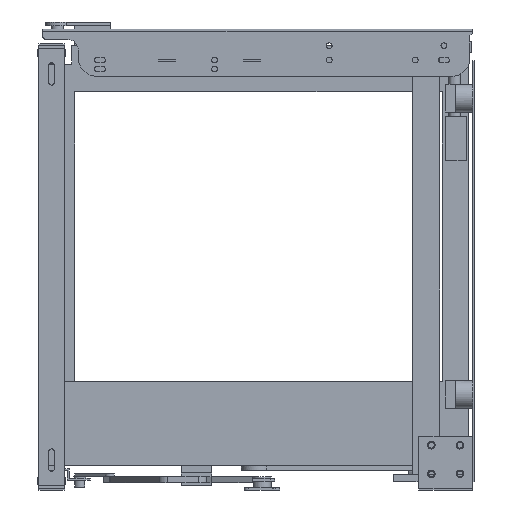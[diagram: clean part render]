
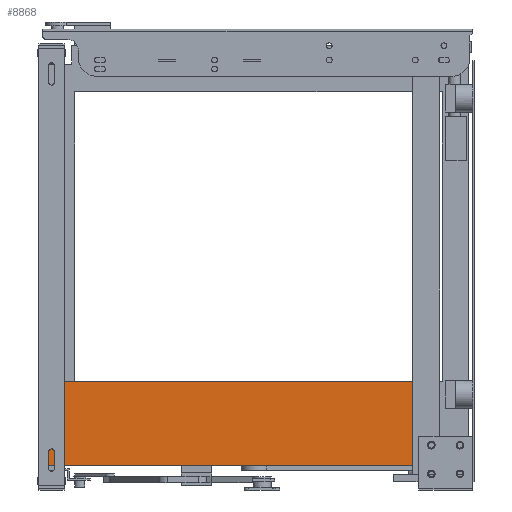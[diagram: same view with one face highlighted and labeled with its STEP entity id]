
A CAD part, left-side view. The second image highlights one B-rep face of the part: STEP entity #8868.
In plain terms, the highlighted planar face has unit normal (-1, 0, 0).
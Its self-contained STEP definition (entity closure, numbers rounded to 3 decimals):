
#880=LINE('',#13942,#1847);
#908=LINE('',#14002,#1875);
#916=LINE('',#14016,#1883);
#917=LINE('',#14018,#1884);
#918=LINE('',#14020,#1885);
#919=LINE('',#14021,#1886);
#1847=VECTOR('',#11343,10.);
#1875=VECTOR('',#11401,10.);
#1883=VECTOR('',#11415,10.);
#1884=VECTOR('',#11416,10.);
#1885=VECTOR('',#11417,10.);
#1886=VECTOR('',#11418,10.);
#2525=FACE_OUTER_BOUND('',#3089,.T.);
#3089=EDGE_LOOP('',(#7236,#7237,#7238,#7239,#7240,#7241));
#4121=VERTEX_POINT('',#13939);
#4122=VERTEX_POINT('',#13941);
#4139=VERTEX_POINT('',#14000);
#4142=VERTEX_POINT('',#14015);
#4143=VERTEX_POINT('',#14017);
#4144=VERTEX_POINT('',#14019);
#5189=EDGE_CURVE('',#4121,#4122,#880,.T.);
#5219=EDGE_CURVE('',#4121,#4139,#908,.T.);
#5227=EDGE_CURVE('',#4139,#4142,#916,.T.);
#5228=EDGE_CURVE('',#4142,#4143,#917,.T.);
#5229=EDGE_CURVE('',#4144,#4143,#918,.T.);
#5230=EDGE_CURVE('',#4122,#4144,#919,.T.);
#7236=ORIENTED_EDGE('',*,*,#5219,.T.);
#7237=ORIENTED_EDGE('',*,*,#5227,.T.);
#7238=ORIENTED_EDGE('',*,*,#5228,.T.);
#7239=ORIENTED_EDGE('',*,*,#5229,.F.);
#7240=ORIENTED_EDGE('',*,*,#5230,.F.);
#7241=ORIENTED_EDGE('',*,*,#5189,.F.);
#8440=PLANE('',#9554);
#8868=ADVANCED_FACE('',(#2525),#8440,.T.);
#9554=AXIS2_PLACEMENT_3D('',#14014,#11413,#11414);
#11343=DIRECTION('',(0.,1.,0.));
#11401=DIRECTION('',(0.,0.,1.));
#11413=DIRECTION('center_axis',(-1.,0.,0.));
#11414=DIRECTION('ref_axis',(0.,-1.,0.));
#11415=DIRECTION('',(0.,1.,0.));
#11416=DIRECTION('',(0.,0.,-1.));
#11417=DIRECTION('',(0.,1.,0.));
#11418=DIRECTION('',(0.,1.,0.));
#13939=CARTESIAN_POINT('',(25.4,66.8,27.));
#13941=CARTESIAN_POINT('',(25.4,291.432,27.));
#13942=CARTESIAN_POINT('',(25.4,4.,27.));
#14000=CARTESIAN_POINT('',(25.4,66.8,121.));
#14002=CARTESIAN_POINT('',(25.4,66.8,17.7));
#14014=CARTESIAN_POINT('Origin',(25.4,4.,121.));
#14015=CARTESIAN_POINT('',(25.4,474.,121.));
#14016=CARTESIAN_POINT('',(25.4,4.,121.));
#14017=CARTESIAN_POINT('',(25.4,474.,27.));
#14018=CARTESIAN_POINT('',(25.4,474.,121.));
#14019=CARTESIAN_POINT('',(25.4,325.,27.));
#14020=CARTESIAN_POINT('',(25.4,4.,27.));
#14021=CARTESIAN_POINT('',(25.4,4.,27.));
